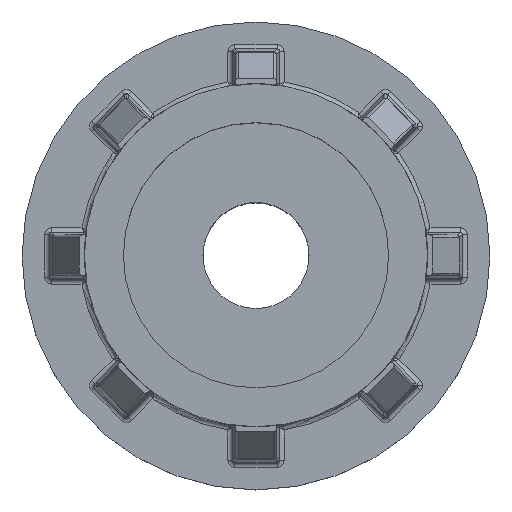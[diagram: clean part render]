
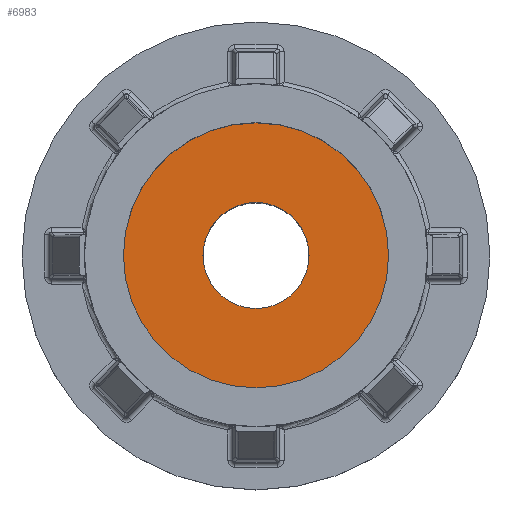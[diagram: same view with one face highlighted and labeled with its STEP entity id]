
A CAD part, top view. The second image highlights one B-rep face of the part: STEP entity #6983.
In plain terms, the highlighted planar face has unit normal (0, 0, 1).
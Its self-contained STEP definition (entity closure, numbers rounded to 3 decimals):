
#87 = AXIS2_PLACEMENT_3D ( 'NONE', #8690, #3873, #9504 ) ;
#91 = CARTESIAN_POINT ( 'NONE',  ( 3.4, 0., 25. ) ) ;
#399 = CARTESIAN_POINT ( 'NONE',  ( -3.4, 0., 25. ) ) ;
#717 = DIRECTION ( 'NONE',  ( 1., 0., 0. ) ) ;
#1170 = EDGE_CURVE ( 'NONE', #8814, #2429, #9967, .T. ) ;
#1592 = PLANE ( 'NONE',  #2261 ) ;
#1613 = EDGE_LOOP ( 'NONE', ( #9442, #6339 ) ) ;
#2261 = AXIS2_PLACEMENT_3D ( 'NONE', #8182, #5844, #717 ) ;
#2429 = VERTEX_POINT ( 'NONE', #91 ) ;
#2452 = EDGE_LOOP ( 'NONE', ( #5162, #4566 ) ) ;
#2491 = VERTEX_POINT ( 'NONE', #5370 ) ;
#2948 = DIRECTION ( 'NONE',  ( 0., 0., 1. ) ) ;
#3099 = AXIS2_PLACEMENT_3D ( 'NONE', #7848, #2948, #8646 ) ;
#3368 = DIRECTION ( 'NONE',  ( 0., 0., -1. ) ) ;
#3625 = CIRCLE ( 'NONE', #3099, 8.5 ) ;
#3873 = DIRECTION ( 'NONE',  ( 0., 0., -1. ) ) ;
#3912 = CARTESIAN_POINT ( 'NONE',  ( 0., 0., 25. ) ) ;
#4566 = ORIENTED_EDGE ( 'NONE', *, *, #5287, .T. ) ;
#4751 = DIRECTION ( 'NONE',  ( 1., 0., 0. ) ) ;
#4776 = AXIS2_PLACEMENT_3D ( 'NONE', #3912, #9538, #4751 ) ;
#5162 = ORIENTED_EDGE ( 'NONE', *, *, #9303, .T. ) ;
#5287 = EDGE_CURVE ( 'NONE', #2491, #8068, #10537, .T. ) ;
#5370 = CARTESIAN_POINT ( 'NONE',  ( -8.5, 0., 25. ) ) ;
#5844 = DIRECTION ( 'NONE',  ( 0., 0., 1. ) ) ;
#6339 = ORIENTED_EDGE ( 'NONE', *, *, #8805, .T. ) ;
#6983 = ADVANCED_FACE ( 'NONE', ( #10661, #8707 ), #1592, .T. ) ;
#7368 = AXIS2_PLACEMENT_3D ( 'NONE', #8221, #3368, #9023 ) ;
#7848 = CARTESIAN_POINT ( 'NONE',  ( 0., 0., 25. ) ) ;
#8068 = VERTEX_POINT ( 'NONE', #8889 ) ;
#8182 = CARTESIAN_POINT ( 'NONE',  ( 0., 0., 25. ) ) ;
#8221 = CARTESIAN_POINT ( 'NONE',  ( 0., 0., 25. ) ) ;
#8646 = DIRECTION ( 'NONE',  ( 1., 0., 0. ) ) ;
#8690 = CARTESIAN_POINT ( 'NONE',  ( 0., 0., 25. ) ) ;
#8707 = FACE_BOUND ( 'NONE', #1613, .T. ) ;
#8805 = EDGE_CURVE ( 'NONE', #2429, #8814, #10243, .T. ) ;
#8814 = VERTEX_POINT ( 'NONE', #399 ) ;
#8889 = CARTESIAN_POINT ( 'NONE',  ( 8.5, 0., 25. ) ) ;
#9023 = DIRECTION ( 'NONE',  ( 1., 0., 0. ) ) ;
#9303 = EDGE_CURVE ( 'NONE', #8068, #2491, #3625, .T. ) ;
#9442 = ORIENTED_EDGE ( 'NONE', *, *, #1170, .T. ) ;
#9504 = DIRECTION ( 'NONE',  ( 1., 0., 0. ) ) ;
#9538 = DIRECTION ( 'NONE',  ( 0., 0., 1. ) ) ;
#9967 = CIRCLE ( 'NONE', #7368, 3.4 ) ;
#10243 = CIRCLE ( 'NONE', #87, 3.4 ) ;
#10537 = CIRCLE ( 'NONE', #4776, 8.5 ) ;
#10661 = FACE_OUTER_BOUND ( 'NONE', #2452, .T. ) ;
